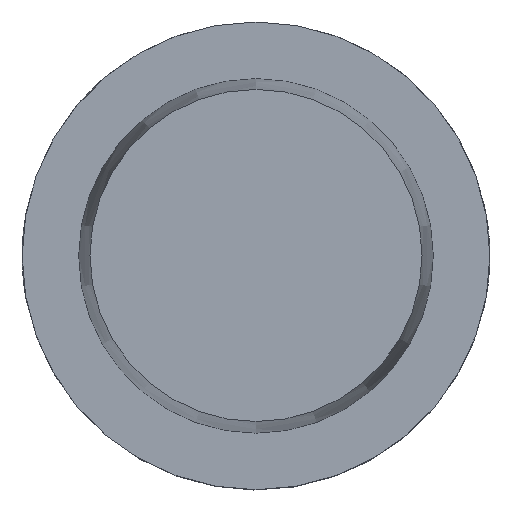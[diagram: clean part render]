
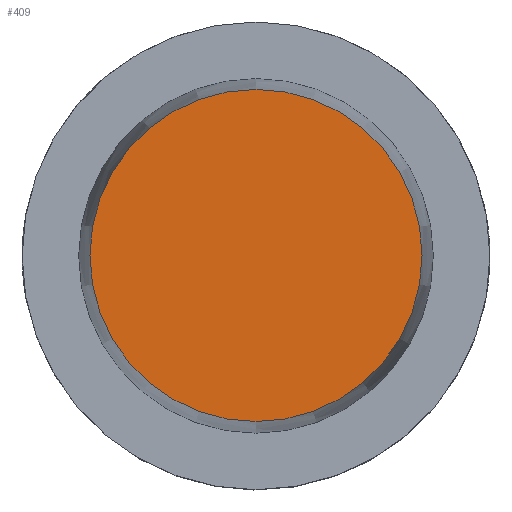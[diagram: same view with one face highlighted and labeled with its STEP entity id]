
A CAD part, top view. The second image highlights one B-rep face of the part: STEP entity #409.
In plain terms, the highlighted planar face has unit normal (0, 0, 1).
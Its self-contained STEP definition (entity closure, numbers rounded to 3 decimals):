
#300=EDGE_CURVE('240[2]',#739,#739,#740,.T.);
#409=ADVANCED_FACE('240[2]',(#887),#888,.T.);
#739=VERTEX_POINT('',#1433);
#740=CIRCLE('',#1434,35.5);
#887=FACE_OUTER_BOUND('',#1685,.T.);
#888=PLANE('',#1686);
#1433=CARTESIAN_POINT('',(0.,35.5,50.0));
#1434=AXIS2_PLACEMENT_3D('',#2292,#2293,#2294);
#1685=EDGE_LOOP('',(#2467));
#1686=AXIS2_PLACEMENT_3D('',#2468,#2469,#2470);
#2292=CARTESIAN_POINT('',(0.,0.,50.0));
#2293=DIRECTION('',(0.,0.,-1.0));
#2294=DIRECTION('',(0.,1.0,0.));
#2467=ORIENTED_EDGE('',*,*,#300,.F.);
#2468=CARTESIAN_POINT('',(0.,17.75,50.0));
#2469=DIRECTION('',(0.,0.,1.0));
#2470=DIRECTION('',(1.0,0.,0.0));
